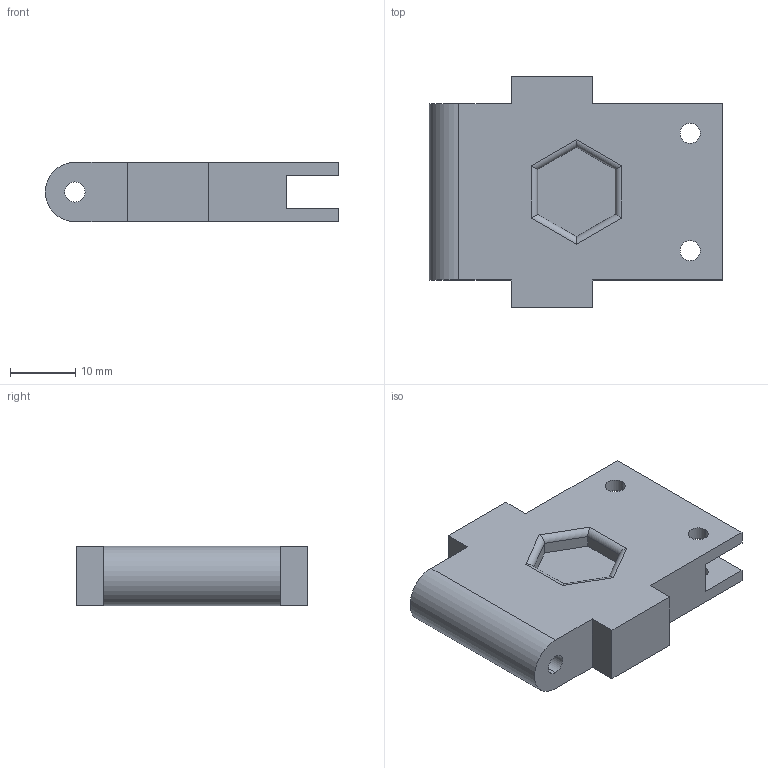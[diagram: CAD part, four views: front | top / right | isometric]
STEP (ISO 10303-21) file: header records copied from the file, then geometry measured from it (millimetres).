
FILE_DESCRIPTION (( 'STEP AP203' ), '1' );
FILE_NAME ('Paddle Holder.STEP', '2026-01-11T20:47:16', ( '' ), ( '' ), 'SwSTEP 2.0', 'SolidWorks 2024', '' );
FILE_SCHEMA (( 'CONFIG_CONTROL_DESIGN' ));
Length unit declared in the file: millimetre
Products named in the file (1): Paddle Holder
Bounding box: 45 x 35.5 x 9.1 mm (x, y, z)
Volume: 9712.6 mm3; surface area: 4796.6 mm2
Topology: 1 solids, 1 shells, 54 faces, 138 edges, 88 vertices
Faces by surface type: plane 31, cylinder 23
Entity records: 1705 total; most frequent: CARTESIAN_POINT 317, ORIENTED_EDGE 276, DIRECTION 258, EDGE_CURVE 138, VECTOR 104, LINE 104, VERTEX_POINT 88, AXIS2_PLACEMENT_3D 77
